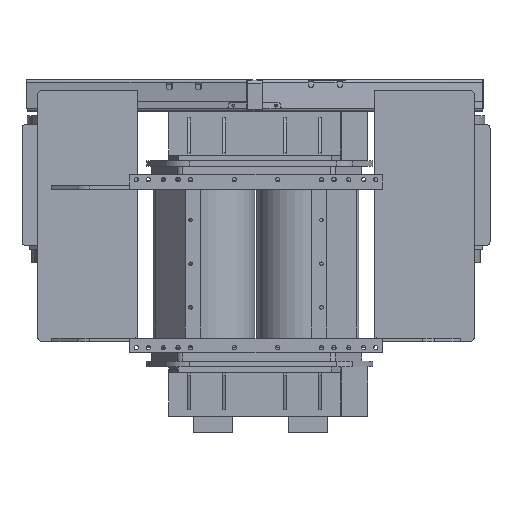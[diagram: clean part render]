
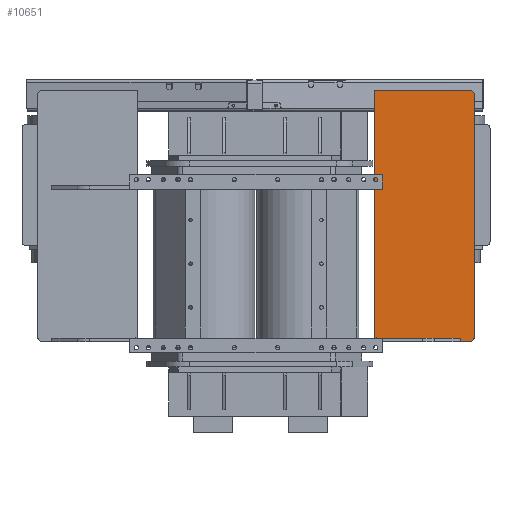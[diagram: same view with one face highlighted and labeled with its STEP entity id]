
A CAD part, front view. The second image highlights one B-rep face of the part: STEP entity #10651.
In plain terms, the highlighted planar face has unit normal (0, -1, 0).
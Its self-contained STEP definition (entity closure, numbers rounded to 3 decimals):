
#916 = VECTOR ( 'NONE', #34129, 1000. ) ;
#1078 = VERTEX_POINT ( 'NONE', #31916 ) ;
#1790 = LINE ( 'NONE', #13826, #2829 ) ;
#1941 = CARTESIAN_POINT ( 'NONE',  ( 607.24, -320.83, -399.616 ) ) ;
#2492 = EDGE_LOOP ( 'NONE', ( #12760, #12568, #42679, #72246, #26909, #56899, #56787, #59970, #25609, #68911, #14019, #53359 ) ) ;
#2829 = VECTOR ( 'NONE', #36746, 1000. ) ;
#4893 = DIRECTION ( 'NONE',  ( 0., 0., -1. ) ) ;
#6038 = VECTOR ( 'NONE', #59559, 1000. ) ;
#6963 = AXIS2_PLACEMENT_3D ( 'NONE', #9425, #60169, #32361 ) ;
#7173 = VERTEX_POINT ( 'NONE', #56366 ) ;
#7198 = EDGE_CURVE ( 'NONE', #10512, #1078, #67645, .T. ) ;
#7307 = AXIS2_PLACEMENT_3D ( 'NONE', #22581, #32784, #56425 ) ;
#7355 = VERTEX_POINT ( 'NONE', #52243 ) ;
#9425 = CARTESIAN_POINT ( 'NONE',  ( 1115.24, -320.83, -391.616 ) ) ;
#10061 = VERTEX_POINT ( 'NONE', #27425 ) ;
#10257 = VECTOR ( 'NONE', #61063, 1000. ) ;
#10512 = VERTEX_POINT ( 'NONE', #22406 ) ;
#10651 = ADVANCED_FACE ( 'NONE', ( #53197 ), #62438, .F. ) ;
#11110 = DIRECTION ( 'NONE',  ( 0., 0., 1. ) ) ;
#11287 = CARTESIAN_POINT ( 'NONE',  ( 617.24, -320.83, 396.384 ) ) ;
#11386 = CARTESIAN_POINT ( 'NONE',  ( 1115.24, -320.83, -421.616 ) ) ;
#11905 = DIRECTION ( 'NONE',  ( 0., 0., -1. ) ) ;
#12568 = ORIENTED_EDGE ( 'NONE', *, *, #17662, .F. ) ;
#12760 = ORIENTED_EDGE ( 'NONE', *, *, #44815, .F. ) ;
#13826 = CARTESIAN_POINT ( 'NONE',  ( 617.24, -320.83, 418.384 ) ) ;
#14019 = ORIENTED_EDGE ( 'NONE', *, *, #7198, .T. ) ;
#15431 = VERTEX_POINT ( 'NONE', #1941 ) ;
#15477 = VECTOR ( 'NONE', #64614, 1000. ) ;
#17662 = EDGE_CURVE ( 'NONE', #50057, #10061, #28849, .T. ) ;
#18014 = CARTESIAN_POINT ( 'NONE',  ( 607.24, -320.83, -421.616 ) ) ;
#19056 = LINE ( 'NONE', #38831, #47169 ) ;
#19715 = CARTESIAN_POINT ( 'NONE',  ( 1115.24, -320.83, 903.384 ) ) ;
#20603 = VECTOR ( 'NONE', #11110, 1000. ) ;
#21693 = VERTEX_POINT ( 'NONE', #37491 ) ;
#21930 = LINE ( 'NONE', #57598, #54307 ) ;
#22406 = CARTESIAN_POINT ( 'NONE',  ( 617.24, -320.83, -399.616 ) ) ;
#22581 = CARTESIAN_POINT ( 'NONE',  ( 1115.24, -320.83, -391.616 ) ) ;
#23380 = EDGE_CURVE ( 'NONE', #30355, #47022, #1790, .T. ) ;
#24387 = LINE ( 'NONE', #18014, #15477 ) ;
#25609 = ORIENTED_EDGE ( 'NONE', *, *, #47618, .F. ) ;
#25772 = DIRECTION ( 'NONE',  ( 1., 0., 0. ) ) ;
#26909 = ORIENTED_EDGE ( 'NONE', *, *, #56596, .F. ) ;
#27425 = CARTESIAN_POINT ( 'NONE',  ( 1145.24, -320.83, -391.616 ) ) ;
#28224 = CARTESIAN_POINT ( 'NONE',  ( 617.24, -320.83, -421.616 ) ) ;
#28849 = LINE ( 'NONE', #51753, #33634 ) ;
#30355 = VERTEX_POINT ( 'NONE', #54485 ) ;
#31346 = LINE ( 'NONE', #36625, #6038 ) ;
#31916 = CARTESIAN_POINT ( 'NONE',  ( 617.24, -320.83, -421.616 ) ) ;
#32361 = DIRECTION ( 'NONE',  ( -1., 0., 0. ) ) ;
#32784 = DIRECTION ( 'NONE',  ( 0., 1., 0. ) ) ;
#33371 = LINE ( 'NONE', #33749, #916 ) ;
#33634 = VECTOR ( 'NONE', #11905, 1000. ) ;
#33749 = CARTESIAN_POINT ( 'NONE',  ( 1115.24, -320.83, 933.384 ) ) ;
#34058 = AXIS2_PLACEMENT_3D ( 'NONE', #19715, #54309, #25772 ) ;
#34129 = DIRECTION ( 'NONE',  ( 1., 0., 0. ) ) ;
#35066 = VECTOR ( 'NONE', #4893, 1000. ) ;
#36167 = EDGE_CURVE ( 'NONE', #15431, #10512, #44854, .T. ) ;
#36625 = CARTESIAN_POINT ( 'NONE',  ( 1115.24, -320.83, -421.616 ) ) ;
#36746 = DIRECTION ( 'NONE',  ( 0., 0., -1. ) ) ;
#37491 = CARTESIAN_POINT ( 'NONE',  ( 1115.24, -320.83, 933.384 ) ) ;
#38831 = CARTESIAN_POINT ( 'NONE',  ( 607.24, -320.83, 418.384 ) ) ;
#39191 = CARTESIAN_POINT ( 'NONE',  ( 607.24, -320.83, -399.616 ) ) ;
#39632 = LINE ( 'NONE', #50944, #20603 ) ;
#39927 = EDGE_CURVE ( 'NONE', #43208, #1078, #31346, .T. ) ;
#42679 = ORIENTED_EDGE ( 'NONE', *, *, #63854, .F. ) ;
#43208 = VERTEX_POINT ( 'NONE', #11386 ) ;
#44815 = EDGE_CURVE ( 'NONE', #10061, #43208, #52617, .T. ) ;
#44854 = LINE ( 'NONE', #39191, #10257 ) ;
#47022 = VERTEX_POINT ( 'NONE', #11287 ) ;
#47169 = VECTOR ( 'NONE', #53621, 1000. ) ;
#47618 = EDGE_CURVE ( 'NONE', #15431, #7355, #39632, .T. ) ;
#49097 = CARTESIAN_POINT ( 'NONE',  ( 607.24, -320.83, 418.384 ) ) ;
#50057 = VERTEX_POINT ( 'NONE', #56611 ) ;
#50944 = CARTESIAN_POINT ( 'NONE',  ( 607.24, -320.83, -421.616 ) ) ;
#51753 = CARTESIAN_POINT ( 'NONE',  ( 1145.24, -320.83, 903.384 ) ) ;
#52243 = CARTESIAN_POINT ( 'NONE',  ( 607.24, -320.83, 396.384 ) ) ;
#52617 = CIRCLE ( 'NONE', #6963, 30. ) ;
#53197 = FACE_OUTER_BOUND ( 'NONE', #2492, .T. ) ;
#53359 = ORIENTED_EDGE ( 'NONE', *, *, #39927, .F. ) ;
#53621 = DIRECTION ( 'NONE',  ( 1., 0., 0. ) ) ;
#54307 = VECTOR ( 'NONE', #62171, 1000. ) ;
#54309 = DIRECTION ( 'NONE',  ( 0., 1., 0. ) ) ;
#54485 = CARTESIAN_POINT ( 'NONE',  ( 617.24, -320.83, 418.384 ) ) ;
#55014 = EDGE_CURVE ( 'NONE', #7173, #21693, #33371, .T. ) ;
#56366 = CARTESIAN_POINT ( 'NONE',  ( 607.24, -320.83, 933.384 ) ) ;
#56425 = DIRECTION ( 'NONE',  ( -1., 0., 0. ) ) ;
#56596 = EDGE_CURVE ( 'NONE', #72094, #7173, #24387, .T. ) ;
#56611 = CARTESIAN_POINT ( 'NONE',  ( 1145.24, -320.83, 903.384 ) ) ;
#56787 = ORIENTED_EDGE ( 'NONE', *, *, #23380, .T. ) ;
#56899 = ORIENTED_EDGE ( 'NONE', *, *, #70051, .T. ) ;
#57598 = CARTESIAN_POINT ( 'NONE',  ( 607.24, -320.83, 396.384 ) ) ;
#58594 = EDGE_CURVE ( 'NONE', #47022, #7355, #21930, .T. ) ;
#59559 = DIRECTION ( 'NONE',  ( -1., 0., 0. ) ) ;
#59970 = ORIENTED_EDGE ( 'NONE', *, *, #58594, .T. ) ;
#60169 = DIRECTION ( 'NONE',  ( 0., 1., 0. ) ) ;
#61063 = DIRECTION ( 'NONE',  ( 1., 0., 0. ) ) ;
#62171 = DIRECTION ( 'NONE',  ( -1., 0., 0. ) ) ;
#62438 = PLANE ( 'NONE',  #7307 ) ;
#63854 = EDGE_CURVE ( 'NONE', #21693, #50057, #70018, .T. ) ;
#64614 = DIRECTION ( 'NONE',  ( 0., 0., 1. ) ) ;
#67645 = LINE ( 'NONE', #28224, #35066 ) ;
#68911 = ORIENTED_EDGE ( 'NONE', *, *, #36167, .T. ) ;
#70018 = CIRCLE ( 'NONE', #34058, 30. ) ;
#70051 = EDGE_CURVE ( 'NONE', #72094, #30355, #19056, .T. ) ;
#72094 = VERTEX_POINT ( 'NONE', #49097 ) ;
#72246 = ORIENTED_EDGE ( 'NONE', *, *, #55014, .F. ) ;
